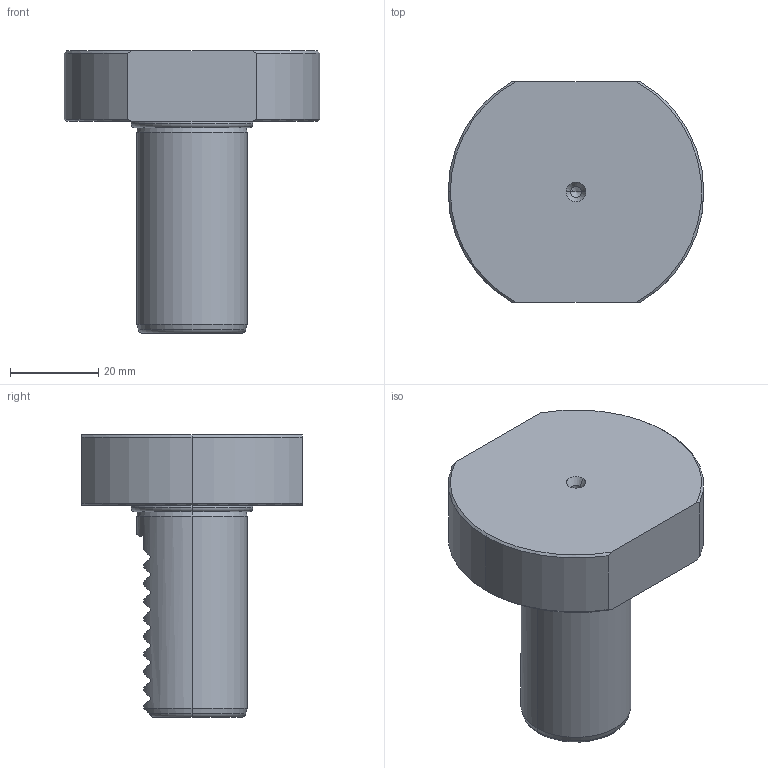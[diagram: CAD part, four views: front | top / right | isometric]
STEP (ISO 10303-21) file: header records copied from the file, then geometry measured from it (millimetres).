
FILE_DESCRIPTION (( 'STEP AP203' ), '1' );
FILE_NAME ('STEP.STEP', '2020-05-13T04:57:39', ( '' ), ( '' ), 'SwSTEP 2.0', 'SolidWorks 2017', '' );
FILE_SCHEMA (( 'CONFIG_CONTROL_DESIGN' ));
Length unit declared in the file: millimetre
Products named in the file (1): STEP
Bounding box: 58 x 50 x 64 mm (x, y, z)
Volume: 61421 mm3; surface area: 12532.7 mm2
Topology: 2 solids, 2 shells, 100 faces, 252 edges, 154 vertices
Faces by surface type: plane 38, cone 25, cylinder 24, torus 13
Entity records: 3163 total; most frequent: CARTESIAN_POINT 830, ORIENTED_EDGE 492, DIRECTION 459, EDGE_CURVE 246, AXIS2_PLACEMENT_3D 179, VERTEX_POINT 154, EDGE_LOOP 106, VECTOR 101
